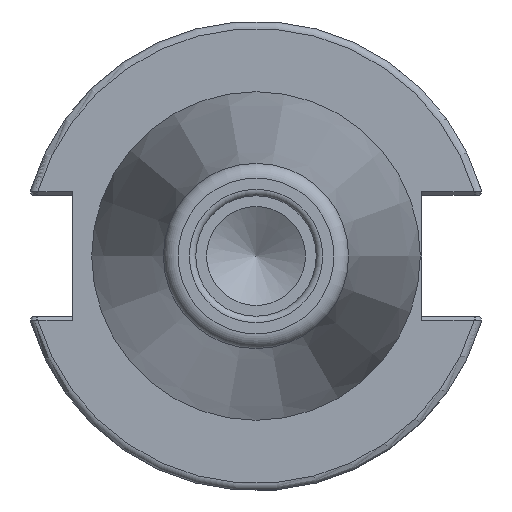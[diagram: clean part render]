
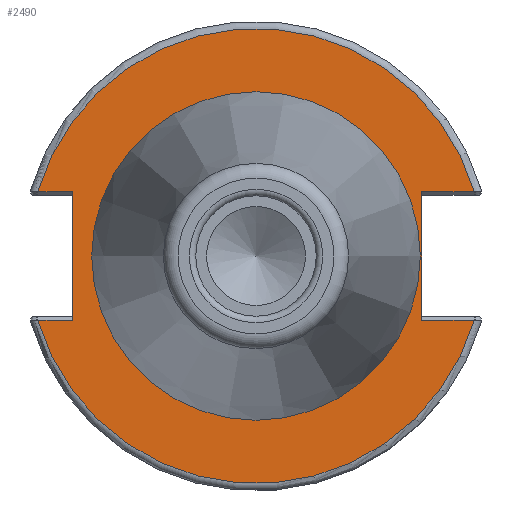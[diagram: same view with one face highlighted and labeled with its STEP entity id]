
A CAD part, left-side view. The second image highlights one B-rep face of the part: STEP entity #2490.
In plain terms, the highlighted planar face has unit normal (-1, 0, 0).
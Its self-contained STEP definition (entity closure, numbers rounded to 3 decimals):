
#38=FACE_BOUND('',#410,.T.);
#175=PLANE('',#2754);
#269=FACE_OUTER_BOUND('',#409,.T.);
#409=EDGE_LOOP('',(#2027,#2028,#2029,#2030,#2031,#2032,#2033,#2034));
#410=EDGE_LOOP('',(#2035,#2036));
#556=LINE('',#4131,#711);
#558=LINE('',#4199,#713);
#559=LINE('',#4201,#714);
#560=LINE('',#4205,#715);
#561=LINE('',#4207,#716);
#562=LINE('',#4208,#717);
#711=VECTOR('',#3275,10.);
#713=VECTOR('',#3293,10.);
#714=VECTOR('',#3294,10.);
#715=VECTOR('',#3297,10.);
#716=VECTOR('',#3298,10.);
#717=VECTOR('',#3299,10.);
#901=CIRCLE('',#2753,30.775);
#902=CIRCLE('',#2755,30.775);
#903=CIRCLE('',#2756,22.225);
#904=CIRCLE('',#2757,22.225);
#1096=VERTEX_POINT('',#4124);
#1099=VERTEX_POINT('',#4129);
#1105=VERTEX_POINT('',#4177);
#1107=VERTEX_POINT('',#4198);
#1108=VERTEX_POINT('',#4200);
#1109=VERTEX_POINT('',#4202);
#1110=VERTEX_POINT('',#4204);
#1111=VERTEX_POINT('',#4206);
#1112=VERTEX_POINT('',#4209);
#1113=VERTEX_POINT('',#4210);
#1423=EDGE_CURVE('',#1099,#1096,#556,.T.);
#1433=EDGE_CURVE('',#1096,#1105,#901,.T.);
#1436=EDGE_CURVE('',#1099,#1107,#558,.T.);
#1437=EDGE_CURVE('',#1108,#1107,#559,.T.);
#1438=EDGE_CURVE('',#1109,#1108,#902,.T.);
#1439=EDGE_CURVE('',#1110,#1109,#560,.T.);
#1440=EDGE_CURVE('',#1110,#1111,#561,.T.);
#1441=EDGE_CURVE('',#1105,#1111,#562,.T.);
#1442=EDGE_CURVE('',#1112,#1113,#903,.T.);
#1443=EDGE_CURVE('',#1113,#1112,#904,.T.);
#2027=ORIENTED_EDGE('',*,*,#1423,.F.);
#2028=ORIENTED_EDGE('',*,*,#1436,.T.);
#2029=ORIENTED_EDGE('',*,*,#1437,.F.);
#2030=ORIENTED_EDGE('',*,*,#1438,.F.);
#2031=ORIENTED_EDGE('',*,*,#1439,.F.);
#2032=ORIENTED_EDGE('',*,*,#1440,.T.);
#2033=ORIENTED_EDGE('',*,*,#1441,.F.);
#2034=ORIENTED_EDGE('',*,*,#1433,.F.);
#2035=ORIENTED_EDGE('',*,*,#1442,.T.);
#2036=ORIENTED_EDGE('',*,*,#1443,.T.);
#2490=ADVANCED_FACE('',(#269,#38),#175,.T.);
#2753=AXIS2_PLACEMENT_3D('',#4178,#3289,#3290);
#2754=AXIS2_PLACEMENT_3D('',#4197,#3291,#3292);
#2755=AXIS2_PLACEMENT_3D('',#4203,#3295,#3296);
#2756=AXIS2_PLACEMENT_3D('',#4211,#3300,#3301);
#2757=AXIS2_PLACEMENT_3D('',#4212,#3302,#3303);
#3275=DIRECTION('',(0.,-1.,0.));
#3289=DIRECTION('center_axis',(1.,0.,0.));
#3290=DIRECTION('ref_axis',(0.,0.,-1.));
#3291=DIRECTION('center_axis',(-1.,0.,0.));
#3292=DIRECTION('ref_axis',(0.,0.,1.));
#3293=DIRECTION('',(0.,0.,1.));
#3294=DIRECTION('',(0.,1.,0.));
#3295=DIRECTION('center_axis',(1.,0.,0.));
#3296=DIRECTION('ref_axis',(0.,0.,-1.));
#3297=DIRECTION('',(0.,1.,0.));
#3298=DIRECTION('',(0.,0.,-1.));
#3299=DIRECTION('',(0.,-1.,0.));
#3300=DIRECTION('center_axis',(1.,0.,0.));
#3301=DIRECTION('ref_axis',(0.,0.,-1.));
#3302=DIRECTION('center_axis',(1.,0.,0.));
#3303=DIRECTION('ref_axis',(0.,0.,-1.));
#4124=CARTESIAN_POINT('',(3.175,-29.523,-8.69));
#4129=CARTESIAN_POINT('',(3.175,-22.41,-8.69));
#4131=CARTESIAN_POINT('',(3.175,-4.878,-8.69));
#4177=CARTESIAN_POINT('',(3.175,29.523,-8.69));
#4178=CARTESIAN_POINT('Origin',(3.175,0.,
0.));
#4197=CARTESIAN_POINT('Origin',(3.175,30.775,0.));
#4198=CARTESIAN_POINT('',(3.175,-22.41,8.69));
#4199=CARTESIAN_POINT('',(3.175,-22.41,-4.095));
#4200=CARTESIAN_POINT('',(3.175,-29.523,8.69));
#4201=CARTESIAN_POINT('',(3.175,4.182,8.69));
#4202=CARTESIAN_POINT('',(3.175,29.523,8.69));
#4203=CARTESIAN_POINT('Origin',(3.175,0.,
0.));
#4204=CARTESIAN_POINT('',(3.175,24.8,8.69));
#4205=CARTESIAN_POINT('',(3.175,32.958,8.69));
#4206=CARTESIAN_POINT('',(3.175,24.8,-8.69));
#4207=CARTESIAN_POINT('',(3.175,24.8,4.095));
#4208=CARTESIAN_POINT('',(3.175,27.788,-8.69));
#4209=CARTESIAN_POINT('',(3.175,22.225,0.));
#4210=CARTESIAN_POINT('',(3.175,-22.225,0.));
#4211=CARTESIAN_POINT('Origin',(3.175,0.,
0.));
#4212=CARTESIAN_POINT('Origin',(3.175,0.,
0.));
